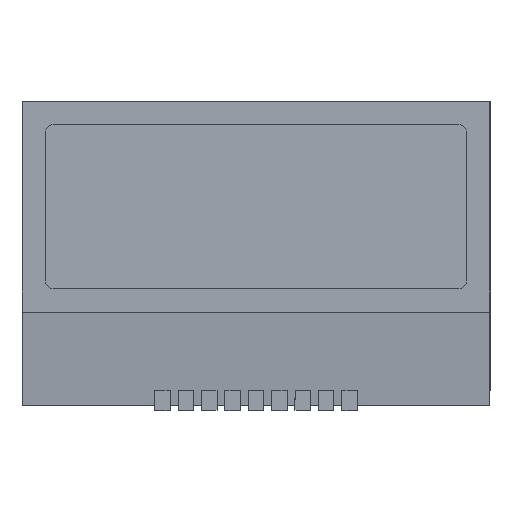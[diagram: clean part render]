
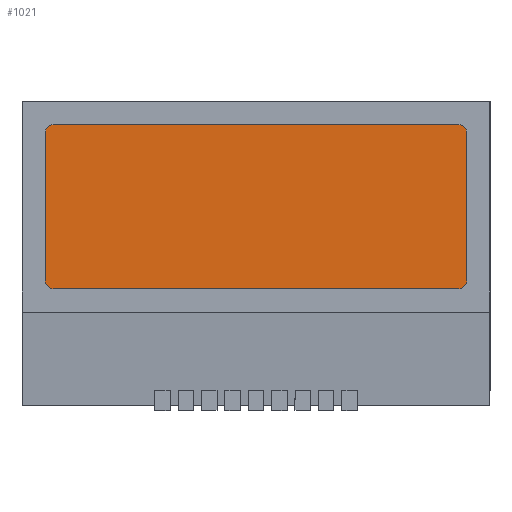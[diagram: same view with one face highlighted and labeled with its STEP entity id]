
A CAD part, top view. The second image highlights one B-rep face of the part: STEP entity #1021.
In plain terms, the highlighted planar face has unit normal (0, 0, 1).
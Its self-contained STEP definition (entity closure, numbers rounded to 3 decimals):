
#88=CIRCLE('',#1322,0.5);
#90=CIRCLE('',#1326,0.5);
#92=CIRCLE('',#1330,0.5);
#94=CIRCLE('',#1334,0.5);
#173=FACE_OUTER_BOUND('',#230,.T.);
#230=EDGE_LOOP('',(#813,#814,#815,#816,#817,#818,#819,#820));
#303=LINE('',#1809,#418);
#307=LINE('',#1821,#422);
#311=LINE('',#1833,#426);
#315=LINE('',#1845,#430);
#418=VECTOR('',#1493,10.);
#422=VECTOR('',#1505,10.);
#426=VECTOR('',#1517,10.);
#430=VECTOR('',#1529,10.);
#518=VERTEX_POINT('',#1806);
#519=VERTEX_POINT('',#1808);
#521=VERTEX_POINT('',#1814);
#523=VERTEX_POINT('',#1820);
#525=VERTEX_POINT('',#1826);
#527=VERTEX_POINT('',#1832);
#529=VERTEX_POINT('',#1838);
#531=VERTEX_POINT('',#1844);
#615=EDGE_CURVE('',#519,#518,#303,.T.);
#618=EDGE_CURVE('',#521,#519,#88,.T.);
#621=EDGE_CURVE('',#523,#521,#307,.T.);
#624=EDGE_CURVE('',#525,#523,#90,.T.);
#627=EDGE_CURVE('',#527,#525,#311,.T.);
#630=EDGE_CURVE('',#529,#527,#92,.T.);
#633=EDGE_CURVE('',#531,#529,#315,.T.);
#636=EDGE_CURVE('',#518,#531,#94,.T.);
#813=ORIENTED_EDGE('',*,*,#636,.T.);
#814=ORIENTED_EDGE('',*,*,#633,.T.);
#815=ORIENTED_EDGE('',*,*,#630,.T.);
#816=ORIENTED_EDGE('',*,*,#627,.T.);
#817=ORIENTED_EDGE('',*,*,#624,.T.);
#818=ORIENTED_EDGE('',*,*,#621,.T.);
#819=ORIENTED_EDGE('',*,*,#618,.T.);
#820=ORIENTED_EDGE('',*,*,#615,.T.);
#964=PLANE('',#1335);
#1021=ADVANCED_FACE('',(#173),#964,.T.);
#1322=AXIS2_PLACEMENT_3D('',#1815,#1499,#1500);
#1326=AXIS2_PLACEMENT_3D('',#1827,#1511,#1512);
#1330=AXIS2_PLACEMENT_3D('',#1839,#1523,#1524);
#1334=AXIS2_PLACEMENT_3D('',#1849,#1535,#1536);
#1335=AXIS2_PLACEMENT_3D('',#1850,#1537,#1538);
#1493=DIRECTION('',(0.,-1.,0.));
#1499=DIRECTION('center_axis',(0.,0.,1.));
#1500=DIRECTION('ref_axis',(0.,1.,0.));
#1505=DIRECTION('',(-1.,0.,0.));
#1511=DIRECTION('center_axis',(0.,0.,1.));
#1512=DIRECTION('ref_axis',(1.,0.,0.));
#1517=DIRECTION('',(0.,1.,0.));
#1523=DIRECTION('center_axis',(0.,0.,1.));
#1524=DIRECTION('ref_axis',(0.,-1.,0.));
#1529=DIRECTION('',(1.,0.,0.));
#1535=DIRECTION('center_axis',(0.,0.,1.));
#1536=DIRECTION('ref_axis',(-1.,0.,0.));
#1537=DIRECTION('center_axis',(0.,0.,1.));
#1538=DIRECTION('ref_axis',(1.,0.,0.));
#1806=CARTESIAN_POINT('',(0.,0.5,0.35));
#1808=CARTESIAN_POINT('',(0.,10.,0.35));
#1809=CARTESIAN_POINT('',(0.,10.,0.35));
#1814=CARTESIAN_POINT('',(0.5,10.5,0.35));
#1815=CARTESIAN_POINT('Origin',(0.5,10.,0.35));
#1820=CARTESIAN_POINT('',(26.5,10.5,0.35));
#1821=CARTESIAN_POINT('',(26.5,10.5,0.35));
#1826=CARTESIAN_POINT('',(27.,10.,0.35));
#1827=CARTESIAN_POINT('Origin',(26.5,10.,0.35));
#1832=CARTESIAN_POINT('',(27.,0.5,0.35));
#1833=CARTESIAN_POINT('',(27.,0.5,0.35));
#1838=CARTESIAN_POINT('',(26.5,0.,0.35));
#1839=CARTESIAN_POINT('Origin',(26.5,0.5,0.35));
#1844=CARTESIAN_POINT('',(0.5,0.,0.35));
#1845=CARTESIAN_POINT('',(0.5,0.,0.35));
#1849=CARTESIAN_POINT('Origin',(0.5,0.5,0.35));
#1850=CARTESIAN_POINT('Origin',(13.5,5.25,0.35));
